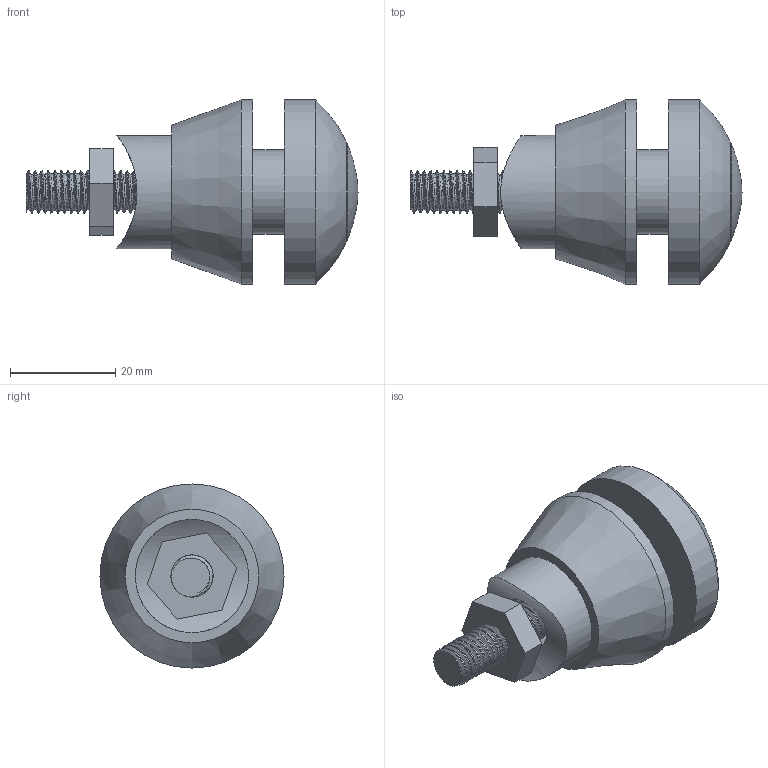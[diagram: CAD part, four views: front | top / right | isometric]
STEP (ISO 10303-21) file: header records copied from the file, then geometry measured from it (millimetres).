
FILE_DESCRIPTION(/* description */ (''),/* implementation_level */ '2;1');
FILE_NAME(/* name */ 'Glasklemmen_X110.stp',/* time_stamp */ '2017-08-09T15:25:37+02:00',/* author */ (''),/* organization */ (''),/* preprocessor_version */ 'ST-DEVELOPER v16',/* originating_system */ 'SIEMENS PLM Software NX 11.0',/* authorisation */ '');
FILE_SCHEMA (('AUTOMOTIVE_DESIGN { 1 0 10303 214 3 1 1 1 }'));
Length unit declared in the file: millimetre
Products named in the file (1): Goge0EC4D08Df653
Bounding box: 63.1 x 35 x 35 mm (x, y, z)
Volume: 26452.4 mm3; surface area: 8748 mm2
Topology: 3 solids, 4 shells, 40 faces, 82 edges, 56 vertices
Faces by surface type: plane 19, cylinder 14, bspline 6, cone 1
Full cylindrical faces by diameter (mm): 7 x2, 9.091 x1, 10.5 x1, 16 x1, 18.4 x1, 21.5 x1, 35 x2
Entity records: 11229 total; most frequent: CARTESIAN_POINT 10419, DIRECTION 144, ORIENTED_EDGE 130, EDGE_CURVE 65, AXIS2_PLACEMENT_3D 62, EDGE_LOOP 61, VERTEX_POINT 51, FACE_BOUND 44
